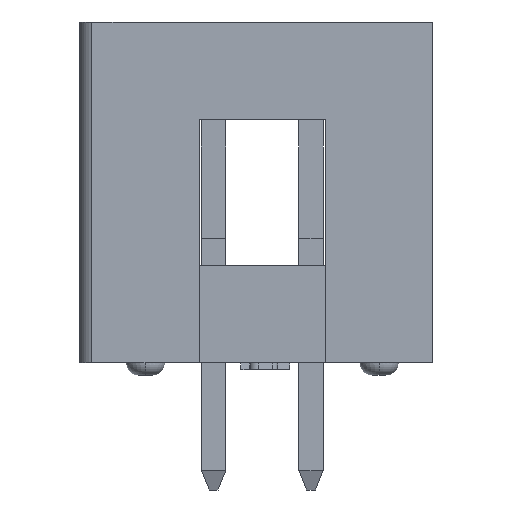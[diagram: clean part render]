
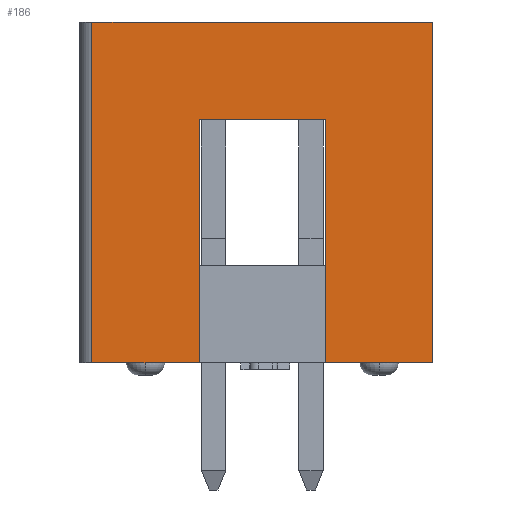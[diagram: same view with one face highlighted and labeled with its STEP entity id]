
A CAD part, left-side view. The second image highlights one B-rep face of the part: STEP entity #186.
In plain terms, the highlighted planar face has unit normal (-1, 0, 0).
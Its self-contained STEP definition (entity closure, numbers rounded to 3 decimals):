
#2 = ORIENTED_EDGE ( 'NONE', *, *, #467, .T. ) ;
#5 = ORIENTED_EDGE ( 'NONE', *, *, #437, .F. ) ;
#6 = ORIENTED_EDGE ( 'NONE', *, *, #468, .F. ) ;
#42 = ORIENTED_EDGE ( 'NONE', *, *, #444, .T. ) ;
#43 = ORIENTED_EDGE ( 'NONE', *, *, #454, .F. ) ;
#44 = ORIENTED_EDGE ( 'NONE', *, *, #478, .T. ) ;
#45 = ORIENTED_EDGE ( 'NONE', *, *, #1125, .F. ) ;
#47 = ORIENTED_EDGE ( 'NONE', *, *, #435, .F. ) ;
#105 = VERTEX_POINT ( 'NONE', #693 ) ;
#110 = VERTEX_POINT ( 'NONE', #698 ) ;
#136 = VERTEX_POINT ( 'NONE', #722 ) ;
#138 = VERTEX_POINT ( 'NONE', #724 ) ;
#186 = ADVANCED_FACE ( 'NONE', ( #3004 ), #791, .T. ) ;
#435 = EDGE_CURVE ( 'NONE', #105, #586, #3403, .T. ) ;
#437 = EDGE_CURVE ( 'NONE', #568, #624, #3407, .T. ) ;
#444 = EDGE_CURVE ( 'NONE', #105, #110, #3423, .T. ) ;
#454 = EDGE_CURVE ( 'NONE', #586, #626, #3437, .T. ) ;
#467 = EDGE_CURVE ( 'NONE', #138, #136, #3458, .T. ) ;
#468 = EDGE_CURVE ( 'NONE', #138, #568, #3466, .T. ) ;
#478 = EDGE_CURVE ( 'NONE', #110, #624, #3485, .T. ) ;
#568 = VERTEX_POINT ( 'NONE', #4399 ) ;
#586 = VERTEX_POINT ( 'NONE', #4417 ) ;
#624 = VERTEX_POINT ( 'NONE', #4455 ) ;
#626 = VERTEX_POINT ( 'NONE', #4457 ) ;
#693 = CARTESIAN_POINT ( 'NONE',  ( -10.16, -1.651, -8.89 ) ) ;
#698 = CARTESIAN_POINT ( 'NONE',  ( -10.16, -4.445, -8.89 ) ) ;
#722 = CARTESIAN_POINT ( 'NONE',  ( -10.16, 1.651, -8.89 ) ) ;
#724 = CARTESIAN_POINT ( 'NONE',  ( -10.16, 4.445, -8.89 ) ) ;
#791 = PLANE ( 'NONE',  #1858 ) ;
#793 = CARTESIAN_POINT ( 'NONE',  ( -10.16, 4.445, -8.89 ) ) ;
#798 = DIRECTION ( 'NONE',  ( -1., 0., 0. ) ) ;
#799 = DIRECTION ( 'NONE',  ( 0., 0., 1. ) ) ;
#1125 = EDGE_CURVE ( 'NONE', #626, #136, #3502, .T. ) ;
#1858 = AXIS2_PLACEMENT_3D ( 'NONE', #793, #798, #799 ) ;
#2678 = EDGE_LOOP ( 'NONE', ( #45, #43, #47, #42, #44, #5, #6, #2 ) ) ;
#3004 = FACE_OUTER_BOUND ( 'NONE', #2678, .T. ) ;
#3403 = LINE ( 'NONE', #4020, #3408 ) ;
#3407 = LINE ( 'NONE', #4024, #3412 ) ;
#3408 = VECTOR ( 'NONE', #4025, 1000. ) ;
#3412 = VECTOR ( 'NONE', #4029, 1000. ) ;
#3423 = LINE ( 'NONE', #4042, #3426 ) ;
#3426 = VECTOR ( 'NONE', #4044, 1000. ) ;
#3437 = LINE ( 'NONE', #4062, #3443 ) ;
#3443 = VECTOR ( 'NONE', #4059, 1000. ) ;
#3458 = LINE ( 'NONE', #4265, #3467 ) ;
#3466 = LINE ( 'NONE', #4278, #3469 ) ;
#3467 = VECTOR ( 'NONE', #4277, 1000. ) ;
#3469 = VECTOR ( 'NONE', #4279, 1000. ) ;
#3485 = LINE ( 'NONE', #4297, #3488 ) ;
#3488 = VECTOR ( 'NONE', #4298, 1000. ) ;
#3502 = LINE ( 'NONE', #4472, #3513 ) ;
#3513 = VECTOR ( 'NONE', #4477, 1000. ) ;
#4020 = CARTESIAN_POINT ( 'NONE',  ( -10.16, -1.651, -2.54 ) ) ;
#4024 = CARTESIAN_POINT ( 'NONE',  ( -10.16, 4.445, 0. ) ) ;
#4025 = DIRECTION ( 'NONE',  ( 0., 0., 1. ) ) ;
#4029 = DIRECTION ( 'NONE',  ( 0., -1., 0. ) ) ;
#4042 = CARTESIAN_POINT ( 'NONE',  ( -10.16, 4.445, -8.89 ) ) ;
#4044 = DIRECTION ( 'NONE',  ( 0., -1., 0. ) ) ;
#4059 = DIRECTION ( 'NONE',  ( 0., 1., 0. ) ) ;
#4062 = CARTESIAN_POINT ( 'NONE',  ( -10.16, 1.651, -2.54 ) ) ;
#4265 = CARTESIAN_POINT ( 'NONE',  ( -10.16, 4.445, -8.89 ) ) ;
#4277 = DIRECTION ( 'NONE',  ( 0., -1., 0. ) ) ;
#4278 = CARTESIAN_POINT ( 'NONE',  ( -10.16, 4.445, -8.89 ) ) ;
#4279 = DIRECTION ( 'NONE',  ( 0., 0., 1. ) ) ;
#4297 = CARTESIAN_POINT ( 'NONE',  ( -10.16, -4.445, -8.89 ) ) ;
#4298 = DIRECTION ( 'NONE',  ( 0., 0., 1. ) ) ;
#4399 = CARTESIAN_POINT ( 'NONE',  ( -10.16, 4.445, 0. ) ) ;
#4417 = CARTESIAN_POINT ( 'NONE',  ( -10.16, -1.651, -2.54 ) ) ;
#4455 = CARTESIAN_POINT ( 'NONE',  ( -10.16, -4.445, 0. ) ) ;
#4457 = CARTESIAN_POINT ( 'NONE',  ( -10.16, 1.651, -2.54 ) ) ;
#4472 = CARTESIAN_POINT ( 'NONE',  ( -10.16, 1.651, -8.89 ) ) ;
#4477 = DIRECTION ( 'NONE',  ( 0., 0., -1. ) ) ;
